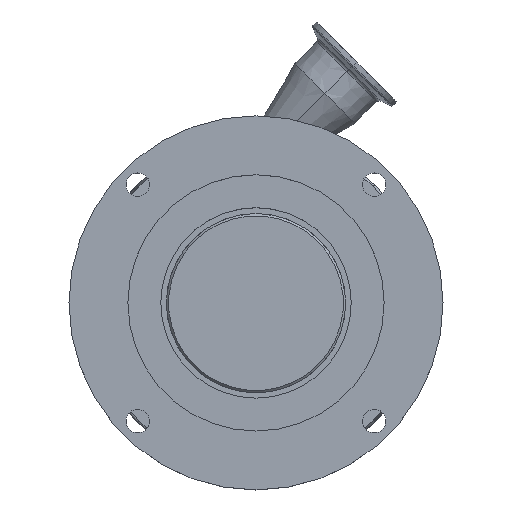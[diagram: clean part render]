
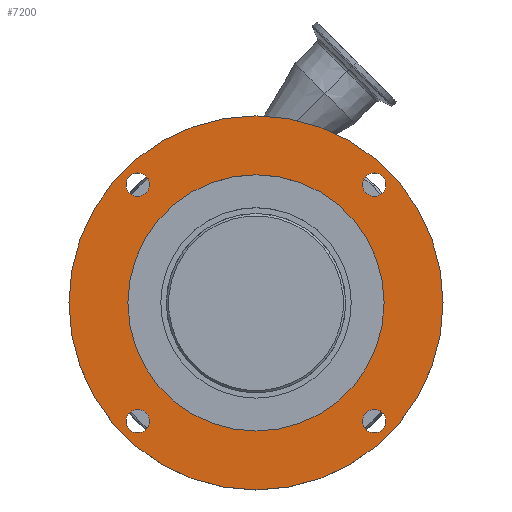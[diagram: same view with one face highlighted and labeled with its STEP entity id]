
A CAD part, top view. The second image highlights one B-rep face of the part: STEP entity #7200.
In plain terms, the highlighted planar face has unit normal (0, 0, 1).
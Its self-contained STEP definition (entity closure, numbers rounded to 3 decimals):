
#2 = CARTESIAN_POINT ( 'NONE',  ( 52.759, 52.759, -5.5 ) ) ;
#39 = CARTESIAN_POINT ( 'NONE',  ( 47.509, 52.759, -5.5 ) ) ;
#102 = DIRECTION ( 'NONE',  ( 1., 0., 0. ) ) ;
#171 = AXIS2_PLACEMENT_3D ( 'NONE', #7612, #1056, #990 ) ;
#206 = CARTESIAN_POINT ( 'NONE',  ( 0., 0., -5.5 ) ) ;
#219 = DIRECTION ( 'NONE',  ( 0., 0., 1. ) ) ;
#220 = CARTESIAN_POINT ( 'NONE',  ( -47.509, 52.759, -5.5 ) ) ;
#276 = EDGE_CURVE ( 'NONE', #4924, #4692, #941, .T. ) ;
#285 = EDGE_CURVE ( 'NONE', #6194, #2126, #553, .T. ) ;
#460 = CARTESIAN_POINT ( 'NONE',  ( 0., 0., -5.5 ) ) ;
#465 = CARTESIAN_POINT ( 'NONE',  ( 52.759, -52.759, -5.5 ) ) ;
#530 = CARTESIAN_POINT ( 'NONE',  ( 0., 0., -5.5 ) ) ;
#534 = FACE_BOUND ( 'NONE', #3699, .T. ) ;
#553 = CIRCLE ( 'NONE', #4950, 5.25 ) ;
#773 = CIRCLE ( 'NONE', #5781, 5.25 ) ;
#853 = DIRECTION ( 'NONE',  ( 1., 0., 0. ) ) ;
#864 = VERTEX_POINT ( 'NONE', #2855 ) ;
#916 = EDGE_CURVE ( 'NONE', #7697, #864, #7759, .T. ) ;
#941 = CIRCLE ( 'NONE', #1053, 57.2 ) ;
#980 = EDGE_LOOP ( 'NONE', ( #6158, #6164 ) ) ;
#990 = DIRECTION ( 'NONE',  ( 1., 0., 0. ) ) ;
#1015 = EDGE_CURVE ( 'NONE', #864, #7697, #4723, .T. ) ;
#1053 = AXIS2_PLACEMENT_3D ( 'NONE', #3294, #6774, #3178 ) ;
#1056 = DIRECTION ( 'NONE',  ( 0., 0., 1. ) ) ;
#1085 = FACE_BOUND ( 'NONE', #6172, .T. ) ;
#1102 = AXIS2_PLACEMENT_3D ( 'NONE', #460, #7762, #2195 ) ;
#1141 = DIRECTION ( 'NONE',  ( 1., 0., 0. ) ) ;
#1262 = DIRECTION ( 'NONE',  ( 0., 0., 1. ) ) ;
#1621 = DIRECTION ( 'NONE',  ( 0., 0., 1. ) ) ;
#1639 = EDGE_CURVE ( 'NONE', #6615, #7804, #7452, .T. ) ;
#1688 = CARTESIAN_POINT ( 'NONE',  ( 0., 0., -5.5 ) ) ;
#1696 = EDGE_CURVE ( 'NONE', #2126, #6194, #5054, .T. ) ;
#1704 = CARTESIAN_POINT ( 'NONE',  ( 58.009, 52.759, -5.5 ) ) ;
#1748 = DIRECTION ( 'NONE',  ( 1., 0., 0. ) ) ;
#1904 = DIRECTION ( 'NONE',  ( 0., 0., 1. ) ) ;
#1923 = EDGE_CURVE ( 'NONE', #4735, #4720, #7596, .T. ) ;
#1989 = AXIS2_PLACEMENT_3D ( 'NONE', #1688, #1621, #5807 ) ;
#2017 = EDGE_CURVE ( 'NONE', #7804, #6615, #2054, .T. ) ;
#2018 = DIRECTION ( 'NONE',  ( 0., 0., 1. ) ) ;
#2054 = CIRCLE ( 'NONE', #3553, 83.5 ) ;
#2126 = VERTEX_POINT ( 'NONE', #5224 ) ;
#2156 = ORIENTED_EDGE ( 'NONE', *, *, #1923, .F. ) ;
#2176 = CARTESIAN_POINT ( 'NONE',  ( 57.2, 0., -5.5 ) ) ;
#2195 = DIRECTION ( 'NONE',  ( 1., 0., 0. ) ) ;
#2341 = AXIS2_PLACEMENT_3D ( 'NONE', #4836, #3042, #5420 ) ;
#2405 = DIRECTION ( 'NONE',  ( 0., 0., 1. ) ) ;
#2478 = CARTESIAN_POINT ( 'NONE',  ( 58.009, -52.759, -5.5 ) ) ;
#2613 = EDGE_LOOP ( 'NONE', ( #3050, #4524 ) ) ;
#2683 = ORIENTED_EDGE ( 'NONE', *, *, #3079, .F. ) ;
#2794 = EDGE_LOOP ( 'NONE', ( #2683, #6253 ) ) ;
#2840 = DIRECTION ( 'NONE',  ( 0., 0., 1. ) ) ;
#2855 = CARTESIAN_POINT ( 'NONE',  ( -58.009, 52.759, -5.5 ) ) ;
#2905 = DIRECTION ( 'NONE',  ( 0., 0., 1. ) ) ;
#3042 = DIRECTION ( 'NONE',  ( 0., 0., 1. ) ) ;
#3050 = ORIENTED_EDGE ( 'NONE', *, *, #6731, .F. ) ;
#3079 = EDGE_CURVE ( 'NONE', #4595, #4564, #4088, .T. ) ;
#3178 = DIRECTION ( 'NONE',  ( 1., 0., 0. ) ) ;
#3280 = EDGE_CURVE ( 'NONE', #4720, #4735, #773, .T. ) ;
#3294 = CARTESIAN_POINT ( 'NONE',  ( 0., 0., -5.5 ) ) ;
#3493 = FACE_BOUND ( 'NONE', #2794, .T. ) ;
#3553 = AXIS2_PLACEMENT_3D ( 'NONE', #206, #2018, #5658 ) ;
#3637 = ORIENTED_EDGE ( 'NONE', *, *, #285, .F. ) ;
#3699 = EDGE_LOOP ( 'NONE', ( #6527, #2156 ) ) ;
#3763 = CARTESIAN_POINT ( 'NONE',  ( -52.759, -52.759, -5.5 ) ) ;
#4088 = CIRCLE ( 'NONE', #6082, 5.25 ) ;
#4313 = CIRCLE ( 'NONE', #171, 5.25 ) ;
#4395 = CARTESIAN_POINT ( 'NONE',  ( -47.509, -52.759, -5.5 ) ) ;
#4488 = EDGE_CURVE ( 'NONE', #4564, #4595, #4313, .T. ) ;
#4524 = ORIENTED_EDGE ( 'NONE', *, *, #276, .F. ) ;
#4564 = VERTEX_POINT ( 'NONE', #5918 ) ;
#4595 = VERTEX_POINT ( 'NONE', #2478 ) ;
#4692 = VERTEX_POINT ( 'NONE', #2176 ) ;
#4720 = VERTEX_POINT ( 'NONE', #1704 ) ;
#4723 = CIRCLE ( 'NONE', #2341, 5.25 ) ;
#4733 = DIRECTION ( 'NONE',  ( 1., 0., 0. ) ) ;
#4735 = VERTEX_POINT ( 'NONE', #39 ) ;
#4836 = CARTESIAN_POINT ( 'NONE',  ( -52.759, 52.759, -5.5 ) ) ;
#4897 = DIRECTION ( 'NONE',  ( 0., 0., 1. ) ) ;
#4924 = VERTEX_POINT ( 'NONE', #5811 ) ;
#4925 = DIRECTION ( 'NONE',  ( 1., 0., 0. ) ) ;
#4950 = AXIS2_PLACEMENT_3D ( 'NONE', #3763, #219, #853 ) ;
#4972 = ORIENTED_EDGE ( 'NONE', *, *, #1015, .F. ) ;
#5050 = ORIENTED_EDGE ( 'NONE', *, *, #916, .F. ) ;
#5054 = CIRCLE ( 'NONE', #5672, 5.25 ) ;
#5214 = AXIS2_PLACEMENT_3D ( 'NONE', #7739, #2405, #1141 ) ;
#5216 = DIRECTION ( 'NONE',  ( 1., 0., 0. ) ) ;
#5224 = CARTESIAN_POINT ( 'NONE',  ( -58.009, -52.759, -5.5 ) ) ;
#5285 = FACE_OUTER_BOUND ( 'NONE', #980, .T. ) ;
#5290 = AXIS2_PLACEMENT_3D ( 'NONE', #530, #2905, #1748 ) ;
#5323 = PLANE ( 'NONE',  #1102 ) ;
#5361 = CIRCLE ( 'NONE', #1989, 57.2 ) ;
#5420 = DIRECTION ( 'NONE',  ( 1., 0., 0. ) ) ;
#5658 = DIRECTION ( 'NONE',  ( 1., 0., 0. ) ) ;
#5672 = AXIS2_PLACEMENT_3D ( 'NONE', #7292, #1904, #4925 ) ;
#5781 = AXIS2_PLACEMENT_3D ( 'NONE', #6742, #4897, #102 ) ;
#5783 = EDGE_LOOP ( 'NONE', ( #3637, #7436 ) ) ;
#5807 = DIRECTION ( 'NONE',  ( 1., 0., 0. ) ) ;
#5811 = CARTESIAN_POINT ( 'NONE',  ( -57.2, 0., -5.5 ) ) ;
#5873 = FACE_BOUND ( 'NONE', #2613, .T. ) ;
#5908 = FACE_BOUND ( 'NONE', #5783, .T. ) ;
#5918 = CARTESIAN_POINT ( 'NONE',  ( 47.509, -52.759, -5.5 ) ) ;
#6082 = AXIS2_PLACEMENT_3D ( 'NONE', #465, #2840, #5216 ) ;
#6158 = ORIENTED_EDGE ( 'NONE', *, *, #1639, .T. ) ;
#6164 = ORIENTED_EDGE ( 'NONE', *, *, #2017, .T. ) ;
#6172 = EDGE_LOOP ( 'NONE', ( #5050, #4972 ) ) ;
#6194 = VERTEX_POINT ( 'NONE', #4395 ) ;
#6253 = ORIENTED_EDGE ( 'NONE', *, *, #4488, .F. ) ;
#6527 = ORIENTED_EDGE ( 'NONE', *, *, #3280, .F. ) ;
#6615 = VERTEX_POINT ( 'NONE', #7331 ) ;
#6731 = EDGE_CURVE ( 'NONE', #4692, #4924, #5361, .T. ) ;
#6742 = CARTESIAN_POINT ( 'NONE',  ( 52.759, 52.759, -5.5 ) ) ;
#6774 = DIRECTION ( 'NONE',  ( 0., 0., 1. ) ) ;
#6942 = AXIS2_PLACEMENT_3D ( 'NONE', #2, #1262, #4733 ) ;
#7200 = ADVANCED_FACE ( 'NONE', ( #1085, #5908, #3493, #534, #5285, #5873 ), #5323, .T. ) ;
#7292 = CARTESIAN_POINT ( 'NONE',  ( -52.759, -52.759, -5.5 ) ) ;
#7331 = CARTESIAN_POINT ( 'NONE',  ( 83.5, 0., -5.5 ) ) ;
#7436 = ORIENTED_EDGE ( 'NONE', *, *, #1696, .F. ) ;
#7452 = CIRCLE ( 'NONE', #5290, 83.5 ) ;
#7588 = CARTESIAN_POINT ( 'NONE',  ( -83.5, 0., -5.5 ) ) ;
#7596 = CIRCLE ( 'NONE', #6942, 5.25 ) ;
#7612 = CARTESIAN_POINT ( 'NONE',  ( 52.759, -52.759, -5.5 ) ) ;
#7697 = VERTEX_POINT ( 'NONE', #220 ) ;
#7739 = CARTESIAN_POINT ( 'NONE',  ( -52.759, 52.759, -5.5 ) ) ;
#7759 = CIRCLE ( 'NONE', #5214, 5.25 ) ;
#7762 = DIRECTION ( 'NONE',  ( 0., 0., 1. ) ) ;
#7804 = VERTEX_POINT ( 'NONE', #7588 ) ;
